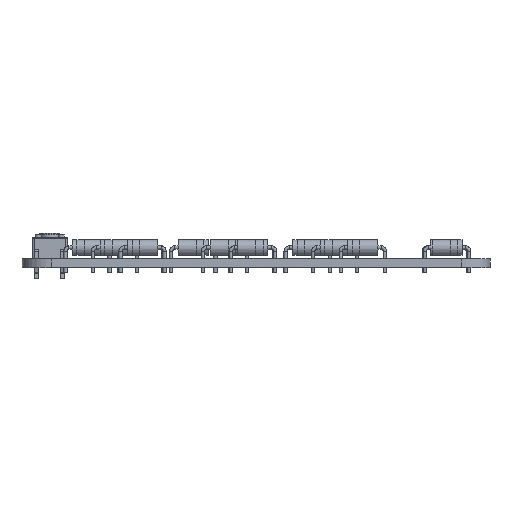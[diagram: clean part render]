
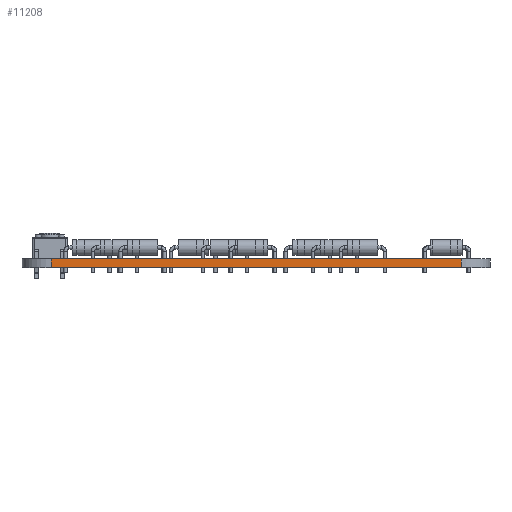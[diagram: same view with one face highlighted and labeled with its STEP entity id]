
A CAD part, left-side view. The second image highlights one B-rep face of the part: STEP entity #11208.
In plain terms, the highlighted planar face has unit normal (-1, -0.001, 0).
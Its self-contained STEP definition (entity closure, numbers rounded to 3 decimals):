
#3917 = VERTEX_POINT('',#3918);
#3918 = CARTESIAN_POINT('',(93.113,-56.05,0.));
#3925 = EDGE_CURVE('',#3926,#3917,#3928,.T.);
#3926 = VERTEX_POINT('',#3927);
#3927 = CARTESIAN_POINT('',(93.148,-126.997,0.));
#3928 = LINE('',#3929,#3930);
#3929 = CARTESIAN_POINT('',(93.148,-126.997,0.));
#3930 = VECTOR('',#3931,1.);
#3931 = DIRECTION('',(-0.001,1.,0.));
#7536 = VERTEX_POINT('',#7537);
#7537 = CARTESIAN_POINT('',(93.113,-56.05,1.51));
#7544 = EDGE_CURVE('',#7545,#7536,#7547,.T.);
#7545 = VERTEX_POINT('',#7546);
#7546 = CARTESIAN_POINT('',(93.148,-126.997,1.51));
#7547 = LINE('',#7548,#7549);
#7548 = CARTESIAN_POINT('',(93.148,-126.997,1.51));
#7549 = VECTOR('',#7550,1.);
#7550 = DIRECTION('',(-0.001,1.,0.));
#11178 = EDGE_CURVE('',#3917,#7536,#11179,.T.);
#11179 = LINE('',#11180,#11181);
#11180 = CARTESIAN_POINT('',(93.113,-56.05,0.));
#11181 = VECTOR('',#11182,1.);
#11182 = DIRECTION('',(0.,0.,1.));
#11197 = EDGE_CURVE('',#3926,#7545,#11198,.T.);
#11198 = LINE('',#11199,#11200);
#11199 = CARTESIAN_POINT('',(93.148,-126.997,0.));
#11200 = VECTOR('',#11201,1.);
#11201 = DIRECTION('',(0.,0.,1.));
#11208 = ADVANCED_FACE('',(#11209),#11215,.T.);
#11209 = FACE_BOUND('',#11210,.T.);
#11210 = EDGE_LOOP('',(#11211,#11212,#11213,#11214));
#11211 = ORIENTED_EDGE('',*,*,#11197,.T.);
#11212 = ORIENTED_EDGE('',*,*,#7544,.T.);
#11213 = ORIENTED_EDGE('',*,*,#11178,.F.);
#11214 = ORIENTED_EDGE('',*,*,#3925,.F.);
#11215 = PLANE('',#11216);
#11216 = AXIS2_PLACEMENT_3D('',#11217,#11218,#11219);
#11217 = CARTESIAN_POINT('',(93.148,-126.997,0.));
#11218 = DIRECTION('',(-1.,-0.001,0.));
#11219 = DIRECTION('',(-0.001,1.,0.));
